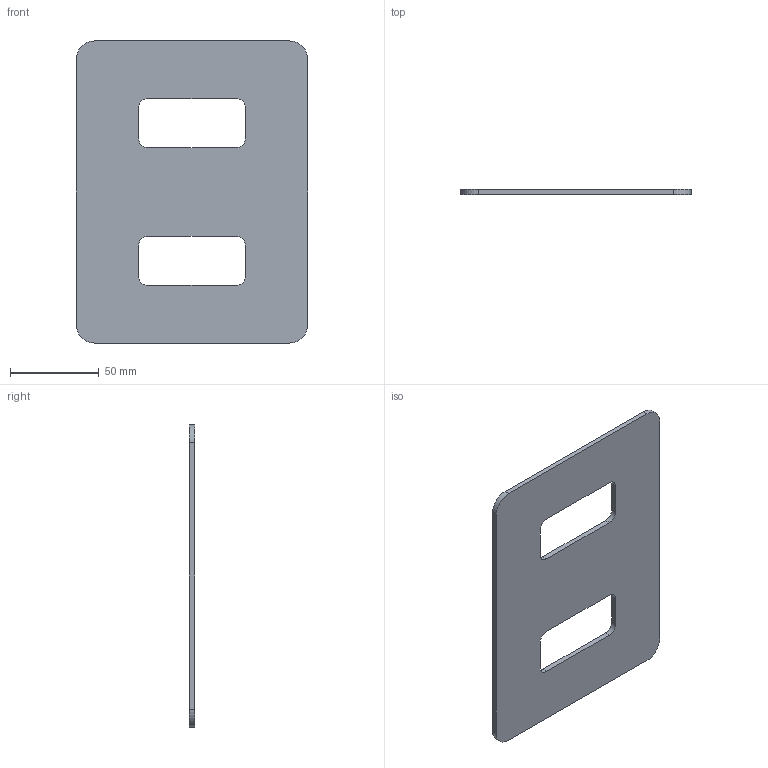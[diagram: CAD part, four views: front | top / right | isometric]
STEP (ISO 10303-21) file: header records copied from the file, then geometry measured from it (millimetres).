
FILE_DESCRIPTION (( 'STEP AP214' ), '1' );
FILE_NAME ('6290100.stp', '2016-06-28T12:40:14', ( '' ), ( '' ), 'SwSTEP 2.0', 'SolidWorks 2014', '' );
FILE_SCHEMA (( 'AUTOMOTIVE_DESIGN' ));
Length unit declared in the file: millimetre
Products named in the file (2): 000365T1_Standard; 6290100
Assembly tree (1 placements, depth 2):
  6290100
    000365T1_Standard
Bounding box: 130 x 3 x 170 mm (x, y, z)
Volume: 56271.2 mm3; surface area: 40261.2 mm2
Topology: 1 solids, 1 shells, 26 faces, 72 edges, 48 vertices
Faces by surface type: plane 14, cylinder 12
Entity records: 914 total; most frequent: DIRECTION 156, CARTESIAN_POINT 150, ORIENTED_EDGE 144, EDGE_CURVE 72, AXIS2_PLACEMENT_3D 54, VERTEX_POINT 48, LINE 48, VECTOR 48
